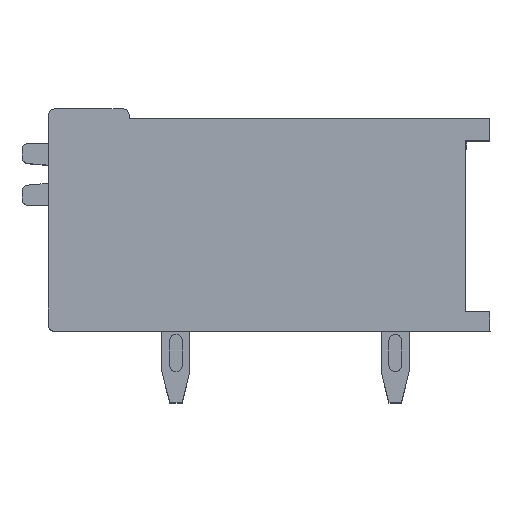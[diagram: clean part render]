
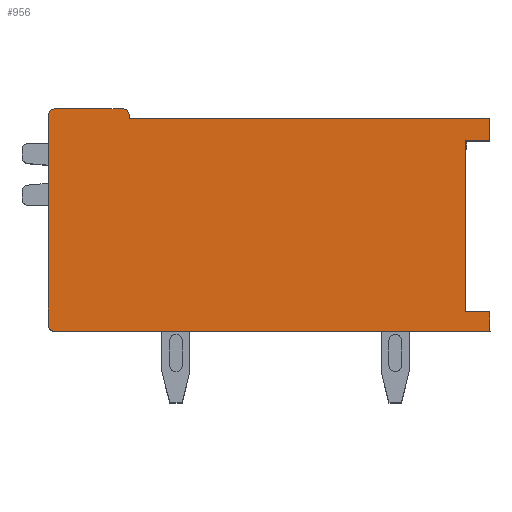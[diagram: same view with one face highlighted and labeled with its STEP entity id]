
A CAD part, top view. The second image highlights one B-rep face of the part: STEP entity #956.
In plain terms, the highlighted planar face has unit normal (0, 0, 1).
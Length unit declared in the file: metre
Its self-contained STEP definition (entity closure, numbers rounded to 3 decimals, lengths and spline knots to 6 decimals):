
#956=ADVANCED_FACE('',(#1976),#1977,.F.);
#1976=FACE_OUTER_BOUND('',#3034,.T.);
#1977=PLANE('',#3035);
#3034=EDGE_LOOP('',(#5945,#5946,#5947,#5948,#5949,#5950,#5951,#5952,#5953,#5954,#5955,#5956,#5957));
#3035=AXIS2_PLACEMENT_3D('',#5958,#5959,#5960);
#5945=ORIENTED_EDGE('',*,*,#6410,.T.);
#5946=ORIENTED_EDGE('',*,*,#6397,.F.);
#5947=ORIENTED_EDGE('',*,*,#7490,.T.);
#5948=ORIENTED_EDGE('',*,*,#7547,.F.);
#5949=ORIENTED_EDGE('',*,*,#7484,.T.);
#5950=ORIENTED_EDGE('',*,*,#6857,.F.);
#5951=ORIENTED_EDGE('',*,*,#6867,.T.);
#5952=ORIENTED_EDGE('',*,*,#6871,.T.);
#5953=ORIENTED_EDGE('',*,*,#6874,.F.);
#5954=ORIENTED_EDGE('',*,*,#6844,.F.);
#5955=ORIENTED_EDGE('',*,*,#6879,.T.);
#5956=ORIENTED_EDGE('',*,*,#6839,.F.);
#5957=ORIENTED_EDGE('',*,*,#6832,.F.);
#5958=CARTESIAN_POINT('',(0.037368,-0.642382,0.032252));
#5959=DIRECTION('',(0.,0.,-1.0));
#5960=DIRECTION('',(1.0,0.,0.));
#6397=EDGE_CURVE('',#7674,#7677,#7678,.T.);
#6410=EDGE_CURVE('',#7696,#7677,#7700,.T.);
#6832=EDGE_CURVE('',#7696,#8369,#8370,.T.);
#6839=EDGE_CURVE('',#8369,#8379,#8380,.T.);
#6844=EDGE_CURVE('',#8385,#8388,#8389,.T.);
#6857=EDGE_CURVE('',#8404,#8407,#8408,.T.);
#6867=EDGE_CURVE('',#8404,#8421,#8423,.T.);
#6871=EDGE_CURVE('',#8421,#8426,#8429,.T.);
#6874=EDGE_CURVE('',#8388,#8426,#8432,.T.);
#6879=EDGE_CURVE('',#8385,#8379,#8437,.T.);
#7484=EDGE_CURVE('',#9329,#8407,#9330,.T.);
#7490=EDGE_CURVE('',#7674,#9335,#9337,.T.);
#7547=EDGE_CURVE('',#9329,#9335,#9401,.T.);
#7674=VERTEX_POINT('',#9570);
#7677=VERTEX_POINT('',#9574);
#7678=LINE('',#9575,#9576);
#7696=VERTEX_POINT('',#9602);
#7700=LINE('',#9608,#9609);
#8369=VERTEX_POINT('',#10662);
#8370=LINE('',#10663,#10664);
#8379=VERTEX_POINT('',#10678);
#8380=CIRCLE('',#10679,0.0002);
#8385=VERTEX_POINT('',#10685);
#8388=VERTEX_POINT('',#10689);
#8389=CIRCLE('',#10690,0.0002);
#8404=VERTEX_POINT('',#10713);
#8407=VERTEX_POINT('',#10717);
#8408=LINE('',#10718,#10719);
#8421=VERTEX_POINT('',#10739);
#8423=LINE('',#10742,#10743);
#8426=VERTEX_POINT('',#10747);
#8429=CIRCLE('',#10751,0.0002);
#8432=LINE('',#10754,#10755);
#8437=LINE('',#10763,#10764);
#9329=VERTEX_POINT('',#12048);
#9330=LINE('',#12049,#12050);
#9335=VERTEX_POINT('',#12057);
#9337=LINE('',#12060,#12061);
#9401=LINE('',#12151,#12152);
#9570=CARTESIAN_POINT('',(0.037767,-0.644828,0.032252));
#9574=CARTESIAN_POINT('',(0.038568,-0.644828,0.032252));
#9575=CARTESIAN_POINT('',(0.038668,-0.644828,0.032252));
#9576=VECTOR('',#12311,1.0);
#9602=CARTESIAN_POINT('',(0.038568,-0.645453,0.032252));
#9608=CARTESIAN_POINT('',(0.038568,-0.64263,0.032252));
#9609=VECTOR('',#12322,1.0);
#10662=CARTESIAN_POINT('',(0.024569,-0.645453,0.032252));
#10663=CARTESIAN_POINT('',(0.038318,-0.645453,0.032252));
#10664=VECTOR('',#12702,1.0);
#10678=CARTESIAN_POINT('',(0.024369,-0.645253,0.032252));
#10679=AXIS2_PLACEMENT_3D('',#12708,#12709,#12710);
#10685=CARTESIAN_POINT('',(0.024369,-0.638503,0.032252));
#10689=CARTESIAN_POINT('',(0.024569,-0.638303,0.032252));
#10690=AXIS2_PLACEMENT_3D('',#12716,#12717,#12718);
#10713=CARTESIAN_POINT('',(0.026968,-0.638603,0.032252));
#10717=CARTESIAN_POINT('',(0.038568,-0.638603,0.032252));
#10718=CARTESIAN_POINT('',(0.038568,-0.638603,0.032252));
#10719=VECTOR('',#12731,1.0);
#10739=CARTESIAN_POINT('',(0.026968,-0.638503,0.032252));
#10742=CARTESIAN_POINT('',(0.026968,-0.638703,0.032252));
#10743=VECTOR('',#12740,1.0);
#10747=CARTESIAN_POINT('',(0.026768,-0.638303,0.032252));
#10751=AXIS2_PLACEMENT_3D('',#12743,#12744,#12745);
#10754=CARTESIAN_POINT('',(0.040069,-0.638303,0.032252));
#10755=VECTOR('',#12749,1.0);
#10763=CARTESIAN_POINT('',(0.024369,-0.652603,0.032252));
#10764=VECTOR('',#12753,1.0);
#12048=CARTESIAN_POINT('',(0.038568,-0.639327,0.032252));
#12049=CARTESIAN_POINT('',(0.038568,-0.642382,0.032252));
#12050=VECTOR('',#13320,1.0);
#12057=CARTESIAN_POINT('',(0.037767,-0.639327,0.032252));
#12060=CARTESIAN_POINT('',(0.037767,-0.642078,0.032252));
#12061=VECTOR('',#13324,1.0);
#12151=CARTESIAN_POINT('',(0.038668,-0.639327,0.032252));
#12152=VECTOR('',#13351,1.0);
#12311=DIRECTION('',(1.0,0.,0.));
#12322=DIRECTION('',(0.,1.0,0.));
#12702=DIRECTION('',(-1.0,0.,0.));
#12708=CARTESIAN_POINT('',(0.024569,-0.645253,0.032252));
#12709=DIRECTION('',(0.,0.,-1.0));
#12710=DIRECTION('',(0.,1.0,0.));
#12716=CARTESIAN_POINT('',(0.024569,-0.638503,0.032252));
#12717=DIRECTION('',(0.,0.,-1.0));
#12718=DIRECTION('',(-1.0,0.,0.));
#12731=DIRECTION('',(1.0,0.,0.));
#12740=DIRECTION('',(0.,1.0,0.));
#12743=CARTESIAN_POINT('',(0.026768,-0.638503,0.032252));
#12744=DIRECTION('',(0.,0.,1.0));
#12745=DIRECTION('',(-1.0,0.,0.));
#12749=DIRECTION('',(1.0,0.,0.));
#12753=DIRECTION('',(0.,-1.0,0.));
#13320=DIRECTION('',(0.,1.0,0.));
#13324=DIRECTION('',(0.,1.0,0.));
#13351=DIRECTION('',(-1.0,0.,0.));
